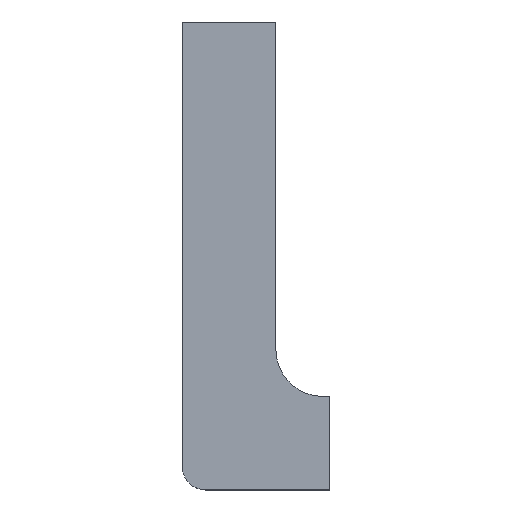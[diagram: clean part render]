
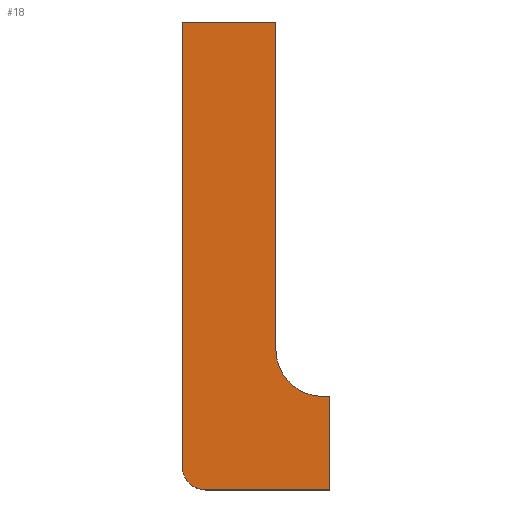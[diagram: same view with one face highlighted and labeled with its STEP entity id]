
A CAD part, top view. The second image highlights one B-rep face of the part: STEP entity #18.
In plain terms, the highlighted planar face has unit normal (0, 0, 1).
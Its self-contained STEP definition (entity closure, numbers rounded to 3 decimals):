
#3 = DIRECTION ( 'NONE',  ( 0., 1., 0. ) ) ;
#5 = CARTESIAN_POINT ( 'NONE',  ( 0., 20., 2. ) ) ;
#7 = AXIS2_PLACEMENT_3D ( 'NONE', #133, #184, #158 ) ;
#18 = ADVANCED_FACE ( 'NONE', ( #37 ), #66, .F. ) ;
#20 = ORIENTED_EDGE ( 'NONE', *, *, #284, .T. ) ;
#22 = EDGE_LOOP ( 'NONE', ( #161, #275, #20, #35, #308, #336, #328, #100 ) ) ;
#24 = EDGE_CURVE ( 'NONE', #327, #39, #287, .T. ) ;
#28 = VERTEX_POINT ( 'NONE', #182 ) ;
#33 = DIRECTION ( 'NONE',  ( 1., 0., 0. ) ) ;
#35 = ORIENTED_EDGE ( 'NONE', *, *, #24, .T. ) ;
#36 = CARTESIAN_POINT ( 'NONE',  ( -26.5, 0., 2. ) ) ;
#37 = FACE_OUTER_BOUND ( 'NONE', #22, .T. ) ;
#39 = VERTEX_POINT ( 'NONE', #111 ) ;
#45 = EDGE_CURVE ( 'NONE', #334, #28, #285, .T. ) ;
#49 = CARTESIAN_POINT ( 'NONE',  ( -11.5, 100., 2. ) ) ;
#58 = DIRECTION ( 'NONE',  ( 0., -1., 0. ) ) ;
#61 = DIRECTION ( 'NONE',  ( -1., 0., 0. ) ) ;
#66 = PLANE ( 'NONE',  #7 ) ;
#69 = CIRCLE ( 'NONE', #169, 10. ) ;
#71 = EDGE_CURVE ( 'NONE', #311, #152, #69, .T. ) ;
#86 = CARTESIAN_POINT ( 'NONE',  ( -26.5, 5., 2. ) ) ;
#91 = VECTOR ( 'NONE', #33, 1000. ) ;
#100 = ORIENTED_EDGE ( 'NONE', *, *, #45, .T. ) ;
#103 = VERTEX_POINT ( 'NONE', #309 ) ;
#108 = VECTOR ( 'NONE', #305, 1000. ) ;
#110 = DIRECTION ( 'NONE',  ( -1., 0., 0. ) ) ;
#111 = CARTESIAN_POINT ( 'NONE',  ( 0., 20., 2. ) ) ;
#112 = LINE ( 'NONE', #288, #91 ) ;
#117 = VECTOR ( 'NONE', #58, 1000. ) ;
#128 = EDGE_CURVE ( 'NONE', #152, #334, #183, .T. ) ;
#133 = CARTESIAN_POINT ( 'NONE',  ( 0., 0., 2. ) ) ;
#136 = CARTESIAN_POINT ( 'NONE',  ( -1.5, 20., 2. ) ) ;
#137 = CARTESIAN_POINT ( 'NONE',  ( -31.5, 100., 2. ) ) ;
#152 = VERTEX_POINT ( 'NONE', #222 ) ;
#154 = VECTOR ( 'NONE', #110, 1000. ) ;
#158 = DIRECTION ( 'NONE',  ( -1., 0., 0. ) ) ;
#159 = LINE ( 'NONE', #188, #117 ) ;
#161 = ORIENTED_EDGE ( 'NONE', *, *, #247, .T. ) ;
#166 = CARTESIAN_POINT ( 'NONE',  ( -1.5, 30., 2. ) ) ;
#169 = AXIS2_PLACEMENT_3D ( 'NONE', #166, #187, #319 ) ;
#173 = VECTOR ( 'NONE', #316, 1000. ) ;
#182 = CARTESIAN_POINT ( 'NONE',  ( -31.5, 100., 2. ) ) ;
#183 = LINE ( 'NONE', #49, #108 ) ;
#184 = DIRECTION ( 'NONE',  ( 0., 0., -1. ) ) ;
#185 = LINE ( 'NONE', #212, #154 ) ;
#187 = DIRECTION ( 'NONE',  ( 0., 0., -1. ) ) ;
#188 = CARTESIAN_POINT ( 'NONE',  ( -31.5, 0., 2. ) ) ;
#198 = AXIS2_PLACEMENT_3D ( 'NONE', #86, #291, #61 ) ;
#212 = CARTESIAN_POINT ( 'NONE',  ( -11.5, 20., 2. ) ) ;
#213 = CARTESIAN_POINT ( 'NONE',  ( 0., 0., 2. ) ) ;
#222 = CARTESIAN_POINT ( 'NONE',  ( -11.5, 30., 2. ) ) ;
#247 = EDGE_CURVE ( 'NONE', #28, #103, #159, .T. ) ;
#254 = VECTOR ( 'NONE', #3, 1000. ) ;
#259 = EDGE_CURVE ( 'NONE', #39, #311, #185, .T. ) ;
#275 = ORIENTED_EDGE ( 'NONE', *, *, #299, .T. ) ;
#284 = EDGE_CURVE ( 'NONE', #306, #327, #112, .T. ) ;
#285 = LINE ( 'NONE', #137, #173 ) ;
#287 = LINE ( 'NONE', #5, #254 ) ;
#288 = CARTESIAN_POINT ( 'NONE',  ( 0., 0., 2. ) ) ;
#291 = DIRECTION ( 'NONE',  ( 0., 0., 1. ) ) ;
#299 = EDGE_CURVE ( 'NONE', #103, #306, #300, .T. ) ;
#300 = CIRCLE ( 'NONE', #198, 5. ) ;
#305 = DIRECTION ( 'NONE',  ( 0., 1., 0. ) ) ;
#306 = VERTEX_POINT ( 'NONE', #36 ) ;
#308 = ORIENTED_EDGE ( 'NONE', *, *, #259, .T. ) ;
#309 = CARTESIAN_POINT ( 'NONE',  ( -31.5, 5., 2. ) ) ;
#311 = VERTEX_POINT ( 'NONE', #136 ) ;
#316 = DIRECTION ( 'NONE',  ( -1., 0., 0. ) ) ;
#318 = CARTESIAN_POINT ( 'NONE',  ( -11.5, 100., 2. ) ) ;
#319 = DIRECTION ( 'NONE',  ( -1., 0., 0. ) ) ;
#327 = VERTEX_POINT ( 'NONE', #213 ) ;
#328 = ORIENTED_EDGE ( 'NONE', *, *, #128, .T. ) ;
#334 = VERTEX_POINT ( 'NONE', #318 ) ;
#336 = ORIENTED_EDGE ( 'NONE', *, *, #71, .T. ) ;
